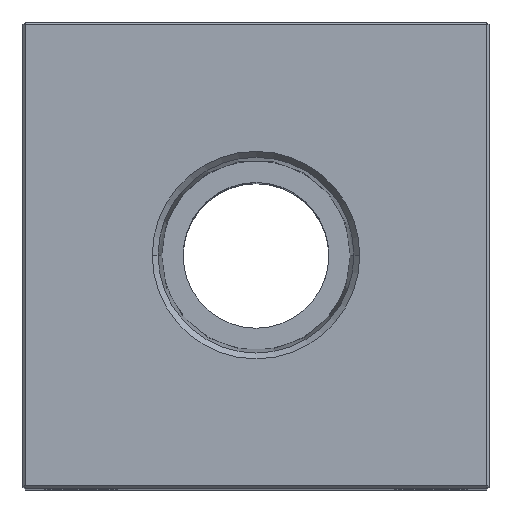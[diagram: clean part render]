
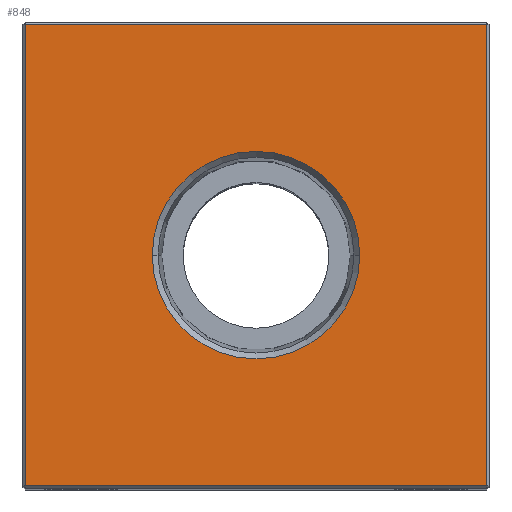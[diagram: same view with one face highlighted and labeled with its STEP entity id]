
A CAD part, top view. The second image highlights one B-rep face of the part: STEP entity #848.
In plain terms, the highlighted planar face has unit normal (0, 0, 1).
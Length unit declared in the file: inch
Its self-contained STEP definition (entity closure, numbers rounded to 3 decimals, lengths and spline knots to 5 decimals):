
#312 = DIRECTION ( 'NONE',  ( 1., 0., 0. ) ) ;
#698 = EDGE_CURVE ( 'NONE', #3114, #8789, #13438, .T. ) ;
#769 = CARTESIAN_POINT ( 'NONE',  ( 0., 0., 4.25 ) ) ;
#848 = ADVANCED_FACE ( 'NONE', ( #18349, #24412 ), #1019, .F. ) ;
#948 = CIRCLE ( 'NONE', #23134, 0.44487 ) ;
#1019 = PLANE ( 'NONE',  #2819 ) ;
#1602 = VECTOR ( 'NONE', #18877, 39.37008 ) ;
#2819 = AXIS2_PLACEMENT_3D ( 'NONE', #769, #10898, #3058 ) ;
#3058 = DIRECTION ( 'NONE',  ( -1., 0., 0. ) ) ;
#3082 = EDGE_CURVE ( 'NONE', #8789, #15052, #23504, .T. ) ;
#3114 = VERTEX_POINT ( 'NONE', #18203 ) ;
#3124 = ORIENTED_EDGE ( 'NONE', *, *, #3082, .T. ) ;
#3632 = VECTOR ( 'NONE', #6330, 39.37008 ) ;
#4317 = LINE ( 'NONE', #12037, #15242 ) ;
#4350 = EDGE_LOOP ( 'NONE', ( #3124, #13830, #14674, #21954 ) ) ;
#4438 = CARTESIAN_POINT ( 'NONE',  ( 0.44487, 0., 4.25 ) ) ;
#5545 = DIRECTION ( 'NONE',  ( 1., 0., 0. ) ) ;
#6330 = DIRECTION ( 'NONE',  ( 0., -1., 0. ) ) ;
#6505 = LINE ( 'NONE', #10440, #22346 ) ;
#7446 = CARTESIAN_POINT ( 'NONE',  ( 0., 0., 4.25 ) ) ;
#8044 = CARTESIAN_POINT ( 'NONE',  ( 0.99, -0.99, 4.25 ) ) ;
#8045 = CARTESIAN_POINT ( 'NONE',  ( 0., 0., 4.25 ) ) ;
#8237 = EDGE_LOOP ( 'NONE', ( #17129, #15513 ) ) ;
#8623 = CARTESIAN_POINT ( 'NONE',  ( -0.44487, 0., 4.25 ) ) ;
#8789 = VERTEX_POINT ( 'NONE', #17259 ) ;
#9494 = CIRCLE ( 'NONE', #23603, 0.44487 ) ;
#10440 = CARTESIAN_POINT ( 'NONE',  ( 0., -0.99, 4.25 ) ) ;
#10898 = DIRECTION ( 'NONE',  ( 0., 0., -1. ) ) ;
#11046 = VERTEX_POINT ( 'NONE', #4438 ) ;
#11132 = EDGE_CURVE ( 'NONE', #23277, #3114, #4317, .T. ) ;
#11182 = CARTESIAN_POINT ( 'NONE',  ( 0., 0.99, 4.25 ) ) ;
#12002 = VERTEX_POINT ( 'NONE', #8623 ) ;
#12024 = CARTESIAN_POINT ( 'NONE',  ( -0.99, 0., 4.25 ) ) ;
#12037 = CARTESIAN_POINT ( 'NONE',  ( 0.99, 0., 4.25 ) ) ;
#12335 = DIRECTION ( 'NONE',  ( 0., 0., 1. ) ) ;
#12427 = CARTESIAN_POINT ( 'NONE',  ( -0.99, -0.99, 4.25 ) ) ;
#13438 = LINE ( 'NONE', #11182, #1602 ) ;
#13830 = ORIENTED_EDGE ( 'NONE', *, *, #16374, .T. ) ;
#14410 = EDGE_CURVE ( 'NONE', #11046, #12002, #9494, .T. ) ;
#14469 = DIRECTION ( 'NONE',  ( 1., 0., 0. ) ) ;
#14667 = EDGE_CURVE ( 'NONE', #12002, #11046, #948, .T. ) ;
#14674 = ORIENTED_EDGE ( 'NONE', *, *, #11132, .T. ) ;
#15052 = VERTEX_POINT ( 'NONE', #12427 ) ;
#15242 = VECTOR ( 'NONE', #19734, 39.37008 ) ;
#15513 = ORIENTED_EDGE ( 'NONE', *, *, #14667, .F. ) ;
#16374 = EDGE_CURVE ( 'NONE', #15052, #23277, #6505, .T. ) ;
#17129 = ORIENTED_EDGE ( 'NONE', *, *, #14410, .F. ) ;
#17259 = CARTESIAN_POINT ( 'NONE',  ( -0.99, 0.99, 4.25 ) ) ;
#18203 = CARTESIAN_POINT ( 'NONE',  ( 0.99, 0.99, 4.25 ) ) ;
#18349 = FACE_OUTER_BOUND ( 'NONE', #4350, .T. ) ;
#18877 = DIRECTION ( 'NONE',  ( -1., 0., 0. ) ) ;
#19734 = DIRECTION ( 'NONE',  ( 0., 1., 0. ) ) ;
#21954 = ORIENTED_EDGE ( 'NONE', *, *, #698, .T. ) ;
#22346 = VECTOR ( 'NONE', #14469, 39.37008 ) ;
#22853 = DIRECTION ( 'NONE',  ( 0., 0., 1. ) ) ;
#23134 = AXIS2_PLACEMENT_3D ( 'NONE', #8045, #12335, #312 ) ;
#23277 = VERTEX_POINT ( 'NONE', #8044 ) ;
#23504 = LINE ( 'NONE', #12024, #3632 ) ;
#23603 = AXIS2_PLACEMENT_3D ( 'NONE', #7446, #22853, #5545 ) ;
#24412 = FACE_BOUND ( 'NONE', #8237, .T. ) ;
